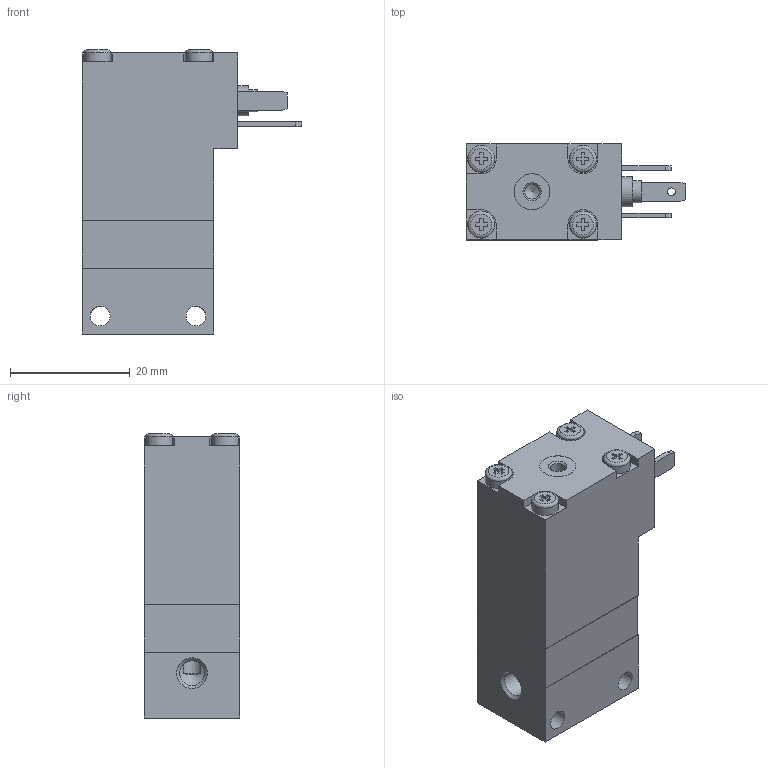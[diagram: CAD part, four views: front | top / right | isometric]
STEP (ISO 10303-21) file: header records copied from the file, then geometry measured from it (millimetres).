
FILE_DESCRIPTION( ( 'Unknown' ), '1' );
FILE_NAME( 'MD 311 010.stp', 'Unknown', ( 'Unknown' ), ( 'Unknown' ), 'PSStep 14.0', 'Unknown', ' ' );
FILE_SCHEMA( ( 'AUTOMOTIVE_DESIGN { 1 0 10303 214 1 1 1 1 }' ) );
Length unit declared in the file: millimetre
Products named in the file (3): Assem1; GH MD 311 010; MD 401 24DC egyszeru
Assembly tree (2 placements, depth 2):
  Assem1
    GH MD 311 010
    MD 401 24DC egyszeru
Bounding box: 36.7 x 16 x 47.5 mm (x, y, z)
Volume: 16924.7 mm3; surface area: 6456.4 mm2
Topology: 2 solids, 2 shells, 167 faces, 441 edges, 295 vertices
Faces by surface type: plane 114, cylinder 36, cone 13, torus 4
Full cylindrical faces by diameter (mm): 1.2 x1, 1.3 x1, 1.85 x1, 2.013 x8, 2.459 x4, 2.7 x1, 3 x1, 3.3 x2, 3.7 x1, 4.134 x4, 4.4 x1, 4.5 x4, 5 x1, 6 x2
Entity records: 7468 total; most frequent: CARTESIAN_POINT 1083, DIRECTION 760, ORIENTED_EDGE 722, PRESENTATION_STYLE_ASSIGNMENT 419, COLOUR_RGB 419, EDGE_CURVE 361, STYLED_ITEM 320, LINE 280
